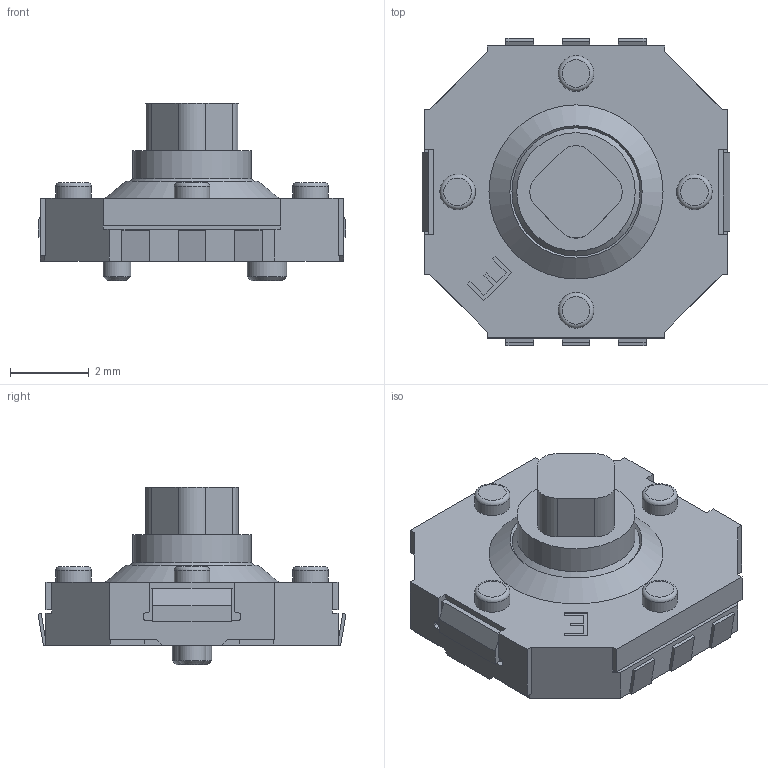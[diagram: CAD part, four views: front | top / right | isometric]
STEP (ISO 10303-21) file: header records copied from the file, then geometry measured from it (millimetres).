
FILE_DESCRIPTION((' '),'2;1');
FILE_NAME('JS1400CVQ.stp','2017-08-03T09:20:56',(' '),(' '),' ','ACIS',' ');
FILE_SCHEMA(('CONFIG_CONTROL_DESIGN'));
Length unit declared in the file: inch
Products named in the file (1): JS1400CVQ.stp
Bounding box: 7.8 x 7.8 x 4.5 mm (x, y, z)
Volume: 75.5 mm3; surface area: 298.8 mm2
Topology: 1 solids, 7 shells, 254 faces, 644 edges, 425 vertices
Faces by surface type: plane 199, cylinder 44, cone 7, torus 4
Full cylindrical faces by diameter (mm): 0.7 x14, 0.75 x4, 0.9 x4, 1 x1, 3 x1
Entity records: 7461 total; most frequent: CARTESIAN_POINT 1279, DIRECTION 1214, ORIENTED_EDGE 1208, EDGE_CURVE 604, VECTOR 504, LINE 504, VERTEX_POINT 420, AXIS2_PLACEMENT_3D 355
